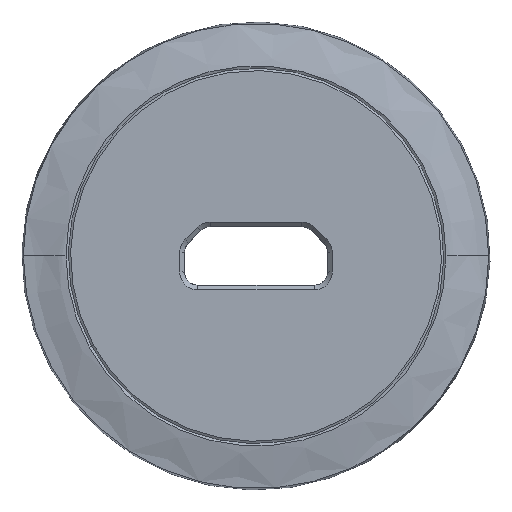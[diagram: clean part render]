
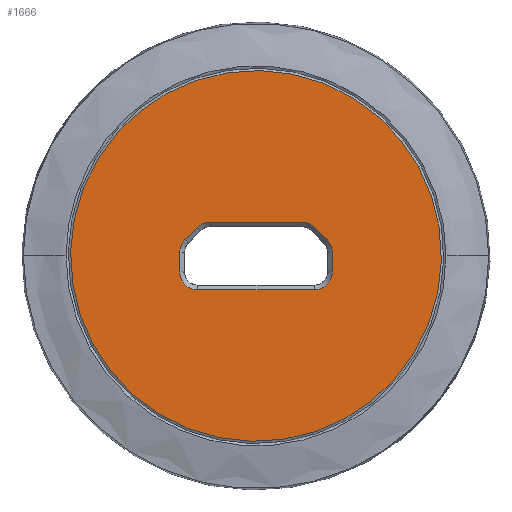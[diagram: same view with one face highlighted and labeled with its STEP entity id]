
A CAD part, top view. The second image highlights one B-rep face of the part: STEP entity #1666.
In plain terms, the highlighted planar face has unit normal (0, 0, 1).
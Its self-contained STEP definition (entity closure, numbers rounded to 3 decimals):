
#1347=AXIS2_PLACEMENT_3D('Circle Axis2P3D',#1345,#1346,$) ;
#1364=AXIS2_PLACEMENT_3D('Circle Axis2P3D',#1362,#1363,$) ;
#1520=AXIS2_PLACEMENT_3D('Plane Axis2P3D',#1517,#1518,#1519) ;
#1328=CARTESIAN_POINT('Vertex',(-18.421,-10.063,9.5)) ;
#1342=CARTESIAN_POINT('Vertex',(18.421,10.063,9.5)) ;
#1345=CARTESIAN_POINT('Axis2P3D Location',(0.,0.,9.5)) ;
#1362=CARTESIAN_POINT('Axis2P3D Location',(0.,0.,9.5)) ;
#1517=CARTESIAN_POINT('Axis2P3D Location',(0.,0.,9.5)) ;
#1526=CARTESIAN_POINT('Line Origine',(0.,-3.835,9.5)) ;
#1530=CARTESIAN_POINT('Vertex',(6.617,-3.835,9.5)) ;
#1532=CARTESIAN_POINT('Vertex',(-6.618,-3.835,9.5)) ;
#1536=CARTESIAN_POINT('Control Point',(-8.635,-1.818,9.5)) ;
#1537=CARTESIAN_POINT('Control Point',(-8.636,-1.914,9.5)) ;
#1538=CARTESIAN_POINT('Control Point',(-8.631,-2.01,9.5)) ;
#1539=CARTESIAN_POINT('Control Point',(-8.621,-2.105,9.5)) ;
#1540=CARTESIAN_POINT('Control Point',(-8.558,-2.467,9.5)) ;
#1541=CARTESIAN_POINT('Control Point',(-8.414,-2.81,9.5)) ;
#1542=CARTESIAN_POINT('Control Point',(-8.265,-3.042,9.5)) ;
#1543=CARTESIAN_POINT('Control Point',(-7.896,-3.446,9.5)) ;
#1544=CARTESIAN_POINT('Control Point',(-7.415,-3.707,9.5)) ;
#1545=CARTESIAN_POINT('Control Point',(-7.156,-3.795,9.5)) ;
#1546=CARTESIAN_POINT('Control Point',(-6.887,-3.838,9.5)) ;
#1547=CARTESIAN_POINT('Control Point',(-6.618,-3.835,9.5)) ;
#1548=CARTESIAN_POINT('Vertex',(-8.635,-1.818,9.5)) ;
#1551=CARTESIAN_POINT('Line Origine',(-8.635,-0.713,9.5)) ;
#1555=CARTESIAN_POINT('Vertex',(-8.635,0.393,9.5)) ;
#1559=CARTESIAN_POINT('Control Point',(-8.044,1.819,9.5)) ;
#1560=CARTESIAN_POINT('Control Point',(-8.175,1.69,9.5)) ;
#1561=CARTESIAN_POINT('Control Point',(-8.29,1.546,9.5)) ;
#1562=CARTESIAN_POINT('Control Point',(-8.388,1.389,9.5)) ;
#1563=CARTESIAN_POINT('Control Point',(-8.526,1.101,9.5)) ;
#1564=CARTESIAN_POINT('Control Point',(-8.603,0.792,9.5)) ;
#1565=CARTESIAN_POINT('Control Point',(-8.625,0.66,9.5)) ;
#1566=CARTESIAN_POINT('Control Point',(-8.636,0.526,9.5)) ;
#1567=CARTESIAN_POINT('Control Point',(-8.635,0.393,9.5)) ;
#1568=CARTESIAN_POINT('Vertex',(-8.044,1.819,9.5)) ;
#1571=CARTESIAN_POINT('Line Origine',(-7.332,2.532,9.5)) ;
#1575=CARTESIAN_POINT('Vertex',(-6.62,3.244,9.5)) ;
#1579=CARTESIAN_POINT('Control Point',(-5.193,3.835,9.5)) ;
#1580=CARTESIAN_POINT('Control Point',(-5.377,3.836,9.5)) ;
#1581=CARTESIAN_POINT('Control Point',(-5.56,3.815,9.5)) ;
#1582=CARTESIAN_POINT('Control Point',(-5.741,3.774,9.5)) ;
#1583=CARTESIAN_POINT('Control Point',(-6.042,3.667,9.5)) ;
#1584=CARTESIAN_POINT('Control Point',(-6.315,3.504,9.5)) ;
#1585=CARTESIAN_POINT('Control Point',(-6.424,3.426,9.5)) ;
#1586=CARTESIAN_POINT('Control Point',(-6.526,3.339,9.5)) ;
#1587=CARTESIAN_POINT('Control Point',(-6.62,3.244,9.5)) ;
#1588=CARTESIAN_POINT('Vertex',(-5.193,3.835,9.5)) ;
#1591=CARTESIAN_POINT('Line Origine',(0.,3.835,9.5)) ;
#1595=CARTESIAN_POINT('Vertex',(5.193,3.835,9.5)) ;
#1599=CARTESIAN_POINT('Control Point',(6.619,3.244,9.5)) ;
#1600=CARTESIAN_POINT('Control Point',(6.49,3.374,9.5)) ;
#1601=CARTESIAN_POINT('Control Point',(6.346,3.49,9.5)) ;
#1602=CARTESIAN_POINT('Control Point',(6.189,3.588,9.5)) ;
#1603=CARTESIAN_POINT('Control Point',(5.901,3.725,9.5)) ;
#1604=CARTESIAN_POINT('Control Point',(5.592,3.803,9.5)) ;
#1605=CARTESIAN_POINT('Control Point',(5.46,3.825,9.5)) ;
#1606=CARTESIAN_POINT('Control Point',(5.326,3.835,9.5)) ;
#1607=CARTESIAN_POINT('Control Point',(5.193,3.835,9.5)) ;
#1608=CARTESIAN_POINT('Vertex',(6.619,3.244,9.5)) ;
#1611=CARTESIAN_POINT('Line Origine',(7.332,2.532,9.5)) ;
#1615=CARTESIAN_POINT('Vertex',(8.044,1.819,9.5)) ;
#1619=CARTESIAN_POINT('Control Point',(8.635,0.393,9.5)) ;
#1620=CARTESIAN_POINT('Control Point',(8.636,0.576,9.5)) ;
#1621=CARTESIAN_POINT('Control Point',(8.615,0.76,9.5)) ;
#1622=CARTESIAN_POINT('Control Point',(8.574,0.941,9.5)) ;
#1623=CARTESIAN_POINT('Control Point',(8.467,1.241,9.5)) ;
#1624=CARTESIAN_POINT('Control Point',(8.304,1.514,9.5)) ;
#1625=CARTESIAN_POINT('Control Point',(8.226,1.623,9.5)) ;
#1626=CARTESIAN_POINT('Control Point',(8.139,1.725,9.5)) ;
#1627=CARTESIAN_POINT('Control Point',(8.044,1.819,9.5)) ;
#1628=CARTESIAN_POINT('Vertex',(8.635,0.393,9.5)) ;
#1631=CARTESIAN_POINT('Line Origine',(8.635,-0.713,9.5)) ;
#1635=CARTESIAN_POINT('Vertex',(8.635,-1.818,9.5)) ;
#1639=CARTESIAN_POINT('Control Point',(6.617,-3.835,9.5)) ;
#1640=CARTESIAN_POINT('Control Point',(6.713,-3.836,9.5)) ;
#1641=CARTESIAN_POINT('Control Point',(6.809,-3.831,9.5)) ;
#1642=CARTESIAN_POINT('Control Point',(6.905,-3.821,9.5)) ;
#1643=CARTESIAN_POINT('Control Point',(7.267,-3.758,9.5)) ;
#1644=CARTESIAN_POINT('Control Point',(7.609,-3.614,9.5)) ;
#1645=CARTESIAN_POINT('Control Point',(7.842,-3.465,9.5)) ;
#1646=CARTESIAN_POINT('Control Point',(8.246,-3.096,9.5)) ;
#1647=CARTESIAN_POINT('Control Point',(8.506,-2.615,9.5)) ;
#1648=CARTESIAN_POINT('Control Point',(8.595,-2.356,9.5)) ;
#1649=CARTESIAN_POINT('Control Point',(8.637,-2.087,9.5)) ;
#1650=CARTESIAN_POINT('Control Point',(8.635,-1.818,9.5)) ;
#1346=DIRECTION('Axis2P3D Direction',(0.,0.,-1.)) ;
#1363=DIRECTION('Axis2P3D Direction',(0.,0.,-1.)) ;
#1518=DIRECTION('Axis2P3D Direction',(0.,0.,-1.)) ;
#1519=DIRECTION('Axis2P3D XDirection',(0.,-1.,0.)) ;
#1527=DIRECTION('Vector Direction',(-1.,0.,0.)) ;
#1552=DIRECTION('Vector Direction',(0.,1.,0.)) ;
#1572=DIRECTION('Vector Direction',(0.707,0.707,0.)) ;
#1592=DIRECTION('Vector Direction',(1.,0.,0.)) ;
#1612=DIRECTION('Vector Direction',(0.707,-0.707,0.)) ;
#1632=DIRECTION('Vector Direction',(0.,-1.,0.)) ;
#1528=VECTOR('Line Direction',#1527,1.) ;
#1553=VECTOR('Line Direction',#1552,1.) ;
#1573=VECTOR('Line Direction',#1572,1.) ;
#1593=VECTOR('Line Direction',#1592,1.) ;
#1613=VECTOR('Line Direction',#1612,1.) ;
#1633=VECTOR('Line Direction',#1632,1.) ;
#1523=ORIENTED_EDGE('',*,*,#1349,.F.) ;
#1524=ORIENTED_EDGE('',*,*,#1366,.F.) ;
#1653=ORIENTED_EDGE('',*,*,#1534,.T.) ;
#1654=ORIENTED_EDGE('',*,*,#1550,.T.) ;
#1655=ORIENTED_EDGE('',*,*,#1557,.T.) ;
#1656=ORIENTED_EDGE('',*,*,#1570,.T.) ;
#1657=ORIENTED_EDGE('',*,*,#1577,.T.) ;
#1658=ORIENTED_EDGE('',*,*,#1590,.T.) ;
#1659=ORIENTED_EDGE('',*,*,#1597,.T.) ;
#1660=ORIENTED_EDGE('',*,*,#1610,.T.) ;
#1661=ORIENTED_EDGE('',*,*,#1617,.T.) ;
#1662=ORIENTED_EDGE('',*,*,#1630,.T.) ;
#1663=ORIENTED_EDGE('',*,*,#1637,.T.) ;
#1664=ORIENTED_EDGE('',*,*,#1651,.T.) ;
#1665=FACE_BOUND('',#1652,.T.) ;
#1666=ADVANCED_FACE('0043F57.1\\Corps principal Enjo HDMI',(#1525,#1665),#1521,.F.) ;
#1535=B_SPLINE_CURVE_WITH_KNOTS('',5,(#1536,#1537,#1538,#1539,#1540,#1541,#1542,#1543,#1544,#1545,#1546,#1547),.UNSPECIFIED.,.F.,.U.,(6,3,3,6),(5.878,6.475,8.159,9.833),.UNSPECIFIED.) ;
#1558=B_SPLINE_CURVE_WITH_KNOTS('',5,(#1559,#1560,#1561,#1562,#1563,#1564,#1565,#1566,#1567),.UNSPECIFIED.,.F.,.U.,(6,3,6),(6.867,8.01,8.842),.UNSPECIFIED.) ;
#1578=B_SPLINE_CURVE_WITH_KNOTS('',5,(#1579,#1580,#1581,#1582,#1583,#1584,#1585,#1586,#1587),.UNSPECIFIED.,.F.,.U.,(6,3,6),(6.867,8.01,8.842),.UNSPECIFIED.) ;
#1598=B_SPLINE_CURVE_WITH_KNOTS('',5,(#1599,#1600,#1601,#1602,#1603,#1604,#1605,#1606,#1607),.UNSPECIFIED.,.F.,.U.,(6,3,6),(6.867,8.01,8.842),.UNSPECIFIED.) ;
#1618=B_SPLINE_CURVE_WITH_KNOTS('',5,(#1619,#1620,#1621,#1622,#1623,#1624,#1625,#1626,#1627),.UNSPECIFIED.,.F.,.U.,(6,3,6),(6.867,8.01,8.842),.UNSPECIFIED.) ;
#1638=B_SPLINE_CURVE_WITH_KNOTS('',5,(#1639,#1640,#1641,#1642,#1643,#1644,#1645,#1646,#1647,#1648,#1649,#1650),.UNSPECIFIED.,.F.,.U.,(6,3,3,6),(5.878,6.475,8.159,9.833),.UNSPECIFIED.) ;
#1348=CIRCLE('generated circle',#1347,20.99) ;
#1365=CIRCLE('generated circle',#1364,20.99) ;
#1349=EDGE_CURVE('',#1343,#1329,#1348,.T.) ;
#1366=EDGE_CURVE('',#1329,#1343,#1365,.T.) ;
#1534=EDGE_CURVE('',#1531,#1533,#1529,.T.) ;
#1550=EDGE_CURVE('',#1533,#1549,#1535,.F.) ;
#1557=EDGE_CURVE('',#1549,#1556,#1554,.T.) ;
#1570=EDGE_CURVE('',#1556,#1569,#1558,.F.) ;
#1577=EDGE_CURVE('',#1569,#1576,#1574,.T.) ;
#1590=EDGE_CURVE('',#1576,#1589,#1578,.F.) ;
#1597=EDGE_CURVE('',#1589,#1596,#1594,.T.) ;
#1610=EDGE_CURVE('',#1596,#1609,#1598,.F.) ;
#1617=EDGE_CURVE('',#1609,#1616,#1614,.T.) ;
#1630=EDGE_CURVE('',#1616,#1629,#1618,.F.) ;
#1637=EDGE_CURVE('',#1629,#1636,#1634,.T.) ;
#1651=EDGE_CURVE('',#1636,#1531,#1638,.F.) ;
#1522=EDGE_LOOP('',(#1523,#1524)) ;
#1652=EDGE_LOOP('',(#1653,#1654,#1655,#1656,#1657,#1658,#1659,#1660,#1661,#1662,#1663,#1664)) ;
#1525=FACE_OUTER_BOUND('',#1522,.T.) ;
#1529=LINE('Line',#1526,#1528) ;
#1554=LINE('Line',#1551,#1553) ;
#1574=LINE('Line',#1571,#1573) ;
#1594=LINE('Line',#1591,#1593) ;
#1614=LINE('Line',#1611,#1613) ;
#1634=LINE('Line',#1631,#1633) ;
#1521=PLANE('',#1520) ;
#1329=VERTEX_POINT('',#1328) ;
#1343=VERTEX_POINT('',#1342) ;
#1531=VERTEX_POINT('',#1530) ;
#1533=VERTEX_POINT('',#1532) ;
#1549=VERTEX_POINT('',#1548) ;
#1556=VERTEX_POINT('',#1555) ;
#1569=VERTEX_POINT('',#1568) ;
#1576=VERTEX_POINT('',#1575) ;
#1589=VERTEX_POINT('',#1588) ;
#1596=VERTEX_POINT('',#1595) ;
#1609=VERTEX_POINT('',#1608) ;
#1616=VERTEX_POINT('',#1615) ;
#1629=VERTEX_POINT('',#1628) ;
#1636=VERTEX_POINT('',#1635) ;
